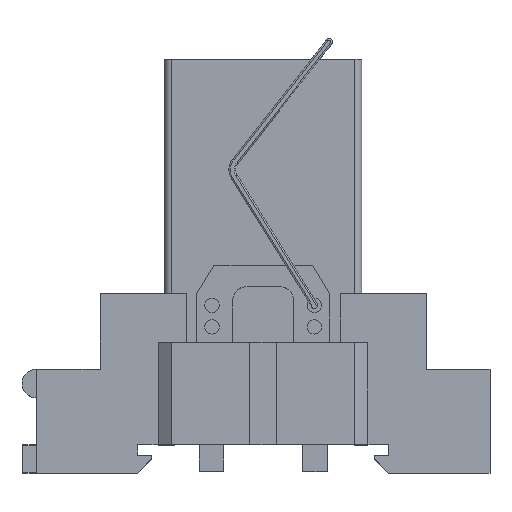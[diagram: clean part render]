
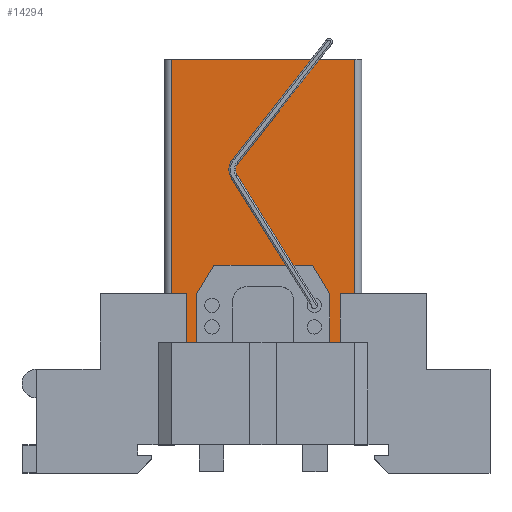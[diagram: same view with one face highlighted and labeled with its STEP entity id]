
A CAD part, top view. The second image highlights one B-rep face of the part: STEP entity #14294.
In plain terms, the highlighted planar face has unit normal (0, 0, 1).
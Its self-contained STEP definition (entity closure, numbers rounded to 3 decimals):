
#860=CARTESIAN_POINT('',(-18.85,25.,7.));
#861=VERTEX_POINT('',#860);
#869=CARTESIAN_POINT('',(-20.85,25.,7.));
#870=VERTEX_POINT('',#869);
#871=CARTESIAN_POINT('',(-18.85,25.,7.));
#872=DIRECTION('',(-1.0,0.0,0.0));
#873=VECTOR('',#872,2.);
#874=LINE('',#871,#873);
#875=EDGE_CURVE('',#861,#870,#874,.T.);
#1211=CARTESIAN_POINT('',(-42.35,25.,7.));
#1212=VERTEX_POINT('',#1211);
#1219=CARTESIAN_POINT('',(-44.35,25.,7.));
#1220=VERTEX_POINT('',#1219);
#1221=CARTESIAN_POINT('',(-42.35,25.,7.));
#1222=DIRECTION('',(-1.0,0.0,0.0));
#1223=VECTOR('',#1222,2.);
#1224=LINE('',#1221,#1223);
#1225=EDGE_CURVE('',#1212,#1220,#1224,.T.);
#13250=CARTESIAN_POINT('',(-24.725,29.,7.));
#13251=VERTEX_POINT('',#13250);
#13252=CARTESIAN_POINT('',(-27.45,29.,7.));
#13253=VERTEX_POINT('',#13252);
#13254=CARTESIAN_POINT('',(-24.725,29.,7.));
#13255=DIRECTION('',(-1.0,0.,0.0));
#13256=VECTOR('',#13255,2.725);
#13257=LINE('',#13254,#13256);
#13258=EDGE_CURVE('',#13251,#13253,#13257,.T.);
#13510=CARTESIAN_POINT('',(-22.35,25.,7.));
#13511=VERTEX_POINT('',#13510);
#13512=CARTESIAN_POINT('',(-22.35,25.,7.));
#13513=DIRECTION('',(-0.511,0.86,0.0));
#13514=VECTOR('',#13513,4.652);
#13515=LINE('',#13512,#13514);
#13516=EDGE_CURVE('',#13511,#13251,#13515,.T.);
#13614=CARTESIAN_POINT('',(-40.85,25.,7.));
#13615=VERTEX_POINT('',#13614);
#13616=CARTESIAN_POINT('',(-40.85,18.25,7.));
#13617=VERTEX_POINT('',#13616);
#13618=CARTESIAN_POINT('',(-40.85,25.,7.));
#13619=DIRECTION('',(0.0,-1.0,0.0));
#13620=VECTOR('',#13619,6.75);
#13621=LINE('',#13618,#13620);
#13622=EDGE_CURVE('',#13615,#13617,#13621,.T.);
#13773=CARTESIAN_POINT('',(-20.85,18.25,7.));
#13774=VERTEX_POINT('',#13773);
#13781=CARTESIAN_POINT('',(-22.35,18.25,7.));
#13782=VERTEX_POINT('',#13781);
#13783=CARTESIAN_POINT('',(-20.85,18.25,7.));
#13784=DIRECTION('',(-1.0,0.0,0.0));
#13785=VECTOR('',#13784,1.5);
#13786=LINE('',#13783,#13785);
#13787=EDGE_CURVE('',#13774,#13782,#13786,.T.);
#13827=CARTESIAN_POINT('',(-42.35,18.25,7.));
#13828=VERTEX_POINT('',#13827);
#13829=CARTESIAN_POINT('',(-40.85,18.25,7.));
#13830=DIRECTION('',(-1.0,0.0,0.0));
#13831=VECTOR('',#13830,1.5);
#13832=LINE('',#13829,#13831);
#13833=EDGE_CURVE('',#13617,#13828,#13832,.T.);
#13866=CARTESIAN_POINT('',(-20.85,25.,7.));
#13867=DIRECTION('',(0.0,-1.0,0.0));
#13868=VECTOR('',#13867,6.75);
#13869=LINE('',#13866,#13868);
#13870=EDGE_CURVE('',#870,#13774,#13869,.T.);
#13965=CARTESIAN_POINT('',(-38.475,29.,7.));
#13966=VERTEX_POINT('',#13965);
#13967=CARTESIAN_POINT('',(-38.475,29.,7.));
#13968=DIRECTION('',(-0.511,-0.86,0.0));
#13969=VECTOR('',#13968,4.652);
#13970=LINE('',#13967,#13969);
#13971=EDGE_CURVE('',#13966,#13615,#13970,.T.);
#14027=CARTESIAN_POINT('',(-28.482,29.,7.));
#14028=VERTEX_POINT('',#14027);
#14029=CARTESIAN_POINT('',(-28.482,29.,7.));
#14030=DIRECTION('',(-1.0,0.,0.0));
#14031=VECTOR('',#14030,9.993);
#14032=LINE('',#14029,#14031);
#14033=EDGE_CURVE('',#14028,#13966,#14032,.T.);
#14224=CARTESIAN_POINT('',(-18.85,57.7,7.));
#14225=VERTEX_POINT('',#14224);
#14233=CARTESIAN_POINT('',(-18.85,57.7,7.));
#14234=DIRECTION('',(0.0,-1.0,0.0));
#14235=VECTOR('',#14234,32.7);
#14236=LINE('',#14233,#14235);
#14237=EDGE_CURVE('',#14225,#861,#14236,.T.);
#14244=CARTESIAN_POINT('',(-31.6,41.343,7.));
#14245=DIRECTION('',(0.0,0.0,1.0));
#14246=DIRECTION('',(1.0,0.0,0.0));
#14247=AXIS2_PLACEMENT_3D('',#14244,#14245,#14246);
#14248=PLANE('',#14247);
#14249=CARTESIAN_POINT('',(-27.45,29.,7.));
#14250=DIRECTION('',(-1.0,0.0,0.0));
#14251=VECTOR('',#14250,1.032);
#14252=LINE('',#14249,#14251);
#14253=EDGE_CURVE('',#13253,#14028,#14252,.T.);
#14254=ORIENTED_EDGE('',*,*,#14253,.F.);
#14255=ORIENTED_EDGE('',*,*,#13258,.F.);
#14256=ORIENTED_EDGE('',*,*,#13516,.F.);
#14257=CARTESIAN_POINT('',(-22.35,18.25,7.));
#14258=DIRECTION('',(0.0,1.0,0.0));
#14259=VECTOR('',#14258,6.75);
#14260=LINE('',#14257,#14259);
#14261=EDGE_CURVE('',#13782,#13511,#14260,.T.);
#14262=ORIENTED_EDGE('',*,*,#14261,.F.);
#14263=ORIENTED_EDGE('',*,*,#13787,.F.);
#14264=ORIENTED_EDGE('',*,*,#13870,.F.);
#14265=ORIENTED_EDGE('',*,*,#875,.F.);
#14266=ORIENTED_EDGE('',*,*,#14237,.F.);
#14267=CARTESIAN_POINT('',(-44.35,57.7,7.));
#14268=VERTEX_POINT('',#14267);
#14269=CARTESIAN_POINT('',(-18.85,57.7,7.));
#14270=DIRECTION('',(-1.0,0.0,0.0));
#14271=VECTOR('',#14270,25.5);
#14272=LINE('',#14269,#14271);
#14273=EDGE_CURVE('',#14225,#14268,#14272,.T.);
#14274=ORIENTED_EDGE('',*,*,#14273,.T.);
#14275=CARTESIAN_POINT('',(-44.35,25.,7.));
#14276=DIRECTION('',(0.0,1.0,0.0));
#14277=VECTOR('',#14276,32.7);
#14278=LINE('',#14275,#14277);
#14279=EDGE_CURVE('',#1220,#14268,#14278,.T.);
#14280=ORIENTED_EDGE('',*,*,#14279,.F.);
#14281=ORIENTED_EDGE('',*,*,#1225,.F.);
#14282=CARTESIAN_POINT('',(-42.35,18.25,7.));
#14283=DIRECTION('',(0.0,1.0,0.0));
#14284=VECTOR('',#14283,6.75);
#14285=LINE('',#14282,#14284);
#14286=EDGE_CURVE('',#13828,#1212,#14285,.T.);
#14287=ORIENTED_EDGE('',*,*,#14286,.F.);
#14288=ORIENTED_EDGE('',*,*,#13833,.F.);
#14289=ORIENTED_EDGE('',*,*,#13622,.F.);
#14290=ORIENTED_EDGE('',*,*,#13971,.F.);
#14291=ORIENTED_EDGE('',*,*,#14033,.F.);
#14292=EDGE_LOOP('',(#14254,#14255,#14256,#14262,#14263,#14264,#14265,#14266,#14274,#14280,#14281,#14287,#14288,#14289,#14290,#14291));
#14293=FACE_OUTER_BOUND('',#14292,.T.);
#14294=ADVANCED_FACE('',(#14293),#14248,.T.);
